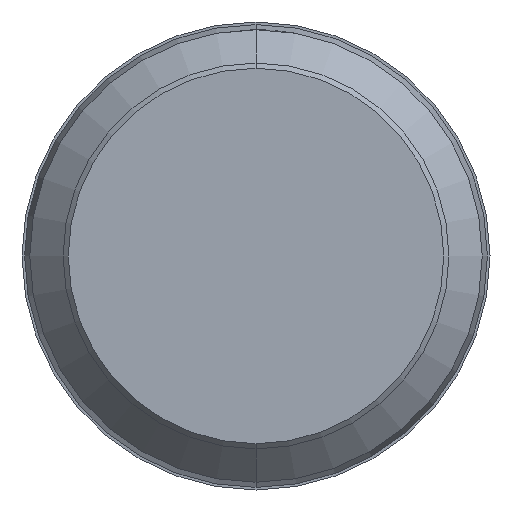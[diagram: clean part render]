
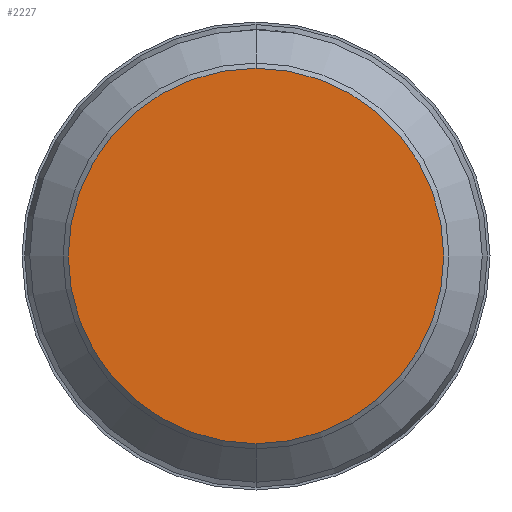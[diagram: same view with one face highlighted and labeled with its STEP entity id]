
A CAD part, front view. The second image highlights one B-rep face of the part: STEP entity #2227.
In plain terms, the highlighted planar face has unit normal (0, -1, 0).
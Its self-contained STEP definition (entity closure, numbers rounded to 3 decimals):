
#6 = DIRECTION ( 'NONE',  ( 0., -1., 0. ) ) ;
#73 = AXIS2_PLACEMENT_3D ( 'NONE', #561, #584, #2131 ) ;
#140 = CIRCLE ( 'NONE', #163, 3.61 ) ;
#163 = AXIS2_PLACEMENT_3D ( 'NONE', #421, #6, #1573 ) ;
#421 = CARTESIAN_POINT ( 'NONE',  ( 0., -10.5, 0. ) ) ;
#493 = CARTESIAN_POINT ( 'NONE',  ( 0., -10.5, 3.61 ) ) ;
#496 = PLANE ( 'NONE',  #1550 ) ;
#561 = CARTESIAN_POINT ( 'NONE',  ( 0., -10.5, 0. ) ) ;
#584 = DIRECTION ( 'NONE',  ( 0., -1., 0. ) ) ;
#846 = VERTEX_POINT ( 'NONE', #1540 ) ;
#1133 = ORIENTED_EDGE ( 'NONE', *, *, #1450, .T. ) ;
#1165 = EDGE_LOOP ( 'NONE', ( #2040, #1133 ) ) ;
#1394 = FACE_OUTER_BOUND ( 'NONE', #1165, .T. ) ;
#1450 = EDGE_CURVE ( 'Defeature ausgef�hrt2_9+Defeature ausgef�hrt2_11+Defeature ausgef�hrt2_11+Defeature ausgef�hrt2_11', #846, #1805, #2051, .T. ) ;
#1540 = CARTESIAN_POINT ( 'NONE',  ( 0., -10.5, -3.61 ) ) ;
#1550 = AXIS2_PLACEMENT_3D ( 'NONE', #2758, #2770, #2512 ) ;
#1573 = DIRECTION ( 'NONE',  ( 0., 0., -1. ) ) ;
#1805 = VERTEX_POINT ( 'NONE', #493 ) ;
#2040 = ORIENTED_EDGE ( 'NONE', *, *, #2371, .T. ) ;
#2051 = CIRCLE ( 'NONE', #73, 3.61 ) ;
#2131 = DIRECTION ( 'NONE',  ( 0., 0., -1. ) ) ;
#2227 = ADVANCED_FACE ( 'Defeature ausgef�hrt2_9', ( #1394 ), #496, .T. ) ;
#2371 = EDGE_CURVE ( 'Defeature ausgef�hrt2_9+Defeature ausgef�hrt2_11+Defeature ausgef�hrt2_11+Defeature ausgef�hrt2_11', #1805, #846, #140, .T. ) ;
#2512 = DIRECTION ( 'NONE',  ( 0., 0., -1. ) ) ;
#2758 = CARTESIAN_POINT ( 'NONE',  ( -3.71, -10.5, 0. ) ) ;
#2770 = DIRECTION ( 'NONE',  ( 0., -1., 0. ) ) ;
